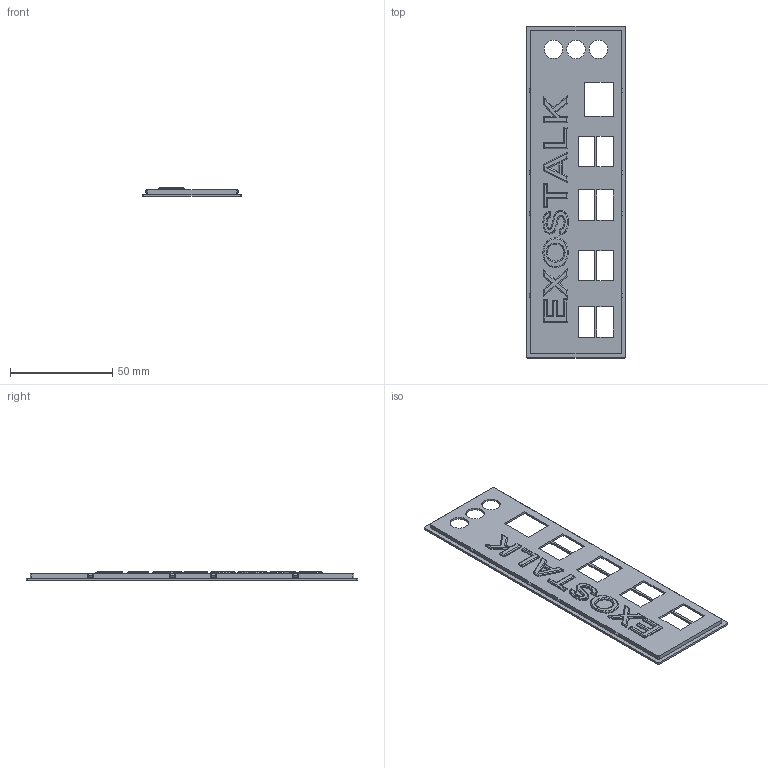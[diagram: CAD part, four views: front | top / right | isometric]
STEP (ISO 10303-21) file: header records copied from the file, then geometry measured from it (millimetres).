
FILE_DESCRIPTION(('STEP AP242'), '1');
FILE_NAME('item_back_panel_of_the_system_unit_v3', '', ('UNSPECIFIED'), ('UNSPECIFIED'), 'C3D Converter', 'C3D Toolkit', '');
FILE_SCHEMA(('AP242_MANAGED_MODEL_BASED_3D_ENGINEERING_MIM_LF { 1 0 10303 442 1 1 4 }'));
Length unit declared in the file: millimetre
Bounding box: 48 x 162 x 4 mm (x, y, z)
Volume: 8107.6 mm3; surface area: 15745.1 mm2
Topology: 1 solids, 1 shells, 351 faces, 894 edges, 557 vertices
Faces by surface type: plane 165, cylinder 94, extrusion 46, bspline 46
Full cylindrical faces by diameter (mm): 9 x3
Entity records: 22961 total; most frequent: CARTESIAN_POINT 15103, ORIENTED_EDGE 1782, DIRECTION 1298, EDGE_CURVE 891, VECTOR 612, LINE 566, VERTEX_POINT 557, EDGE_LOOP 390
